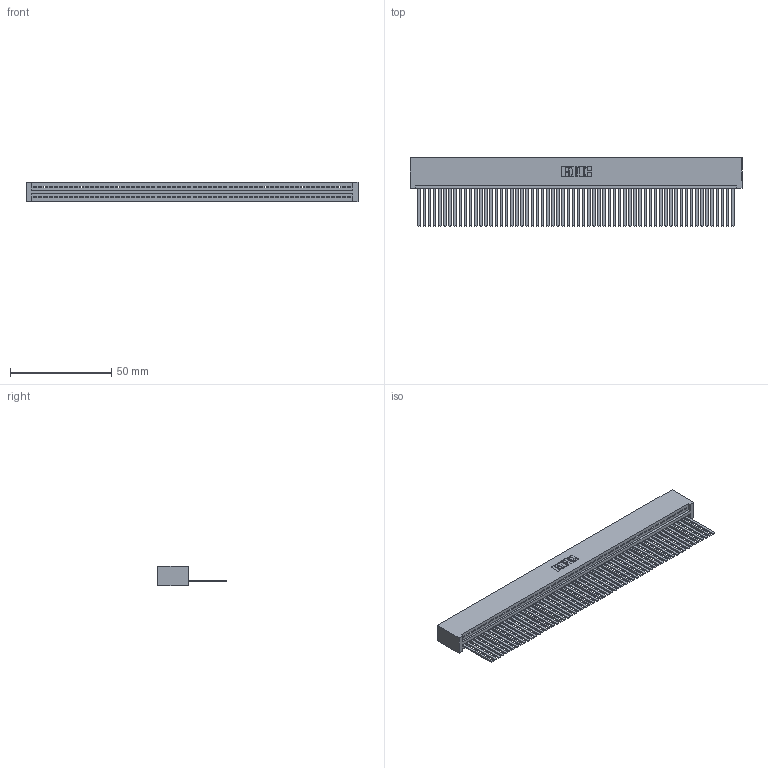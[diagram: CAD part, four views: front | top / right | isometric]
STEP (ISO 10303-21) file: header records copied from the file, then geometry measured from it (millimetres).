
FILE_DESCRIPTION (( 'STEP AP203' ), '1' );
FILE_NAME ('345-062-544-101.STEP', '2018-09-27T15:45:20', ( '' ), ( '' ), 'SwSTEP 2.0', 'SolidWorks 2016', '' );
FILE_SCHEMA (( 'CONFIG_CONTROL_DESIGN' ));
Length unit declared in the file: inch
Products named in the file (3): 345 Part_No Mounting Lugs; 345-292-001_345-293-144; 345-062-544-101
Assembly tree (63 placements, depth 2):
  345-062-544-101
    345 Part_No Mounting Lugs
    345-292-001_345-293-144  x62
Bounding box: 164.08 x 33.96 x 9.4 mm (x, y, z)
Volume: 17051.1 mm3; surface area: 25277 mm2
Topology: 63 solids, 63 shells, 3342 faces, 10113 edges, 6658 vertices
Faces by surface type: plane 2308, cylinder 1034
Entity records: 43509 total; most frequent: CARTESIAN_POINT 7542, ORIENTED_EDGE 7538, DIRECTION 6549, EDGE_CURVE 3769, LINE 3401, VECTOR 3401, VERTEX_POINT 2510, AXIS2_PLACEMENT_3D 1574
